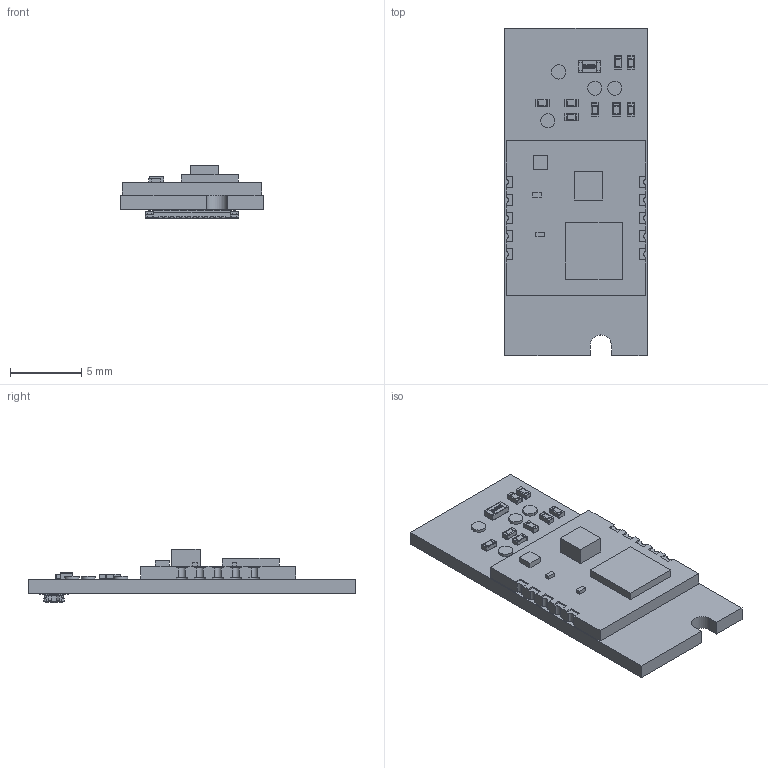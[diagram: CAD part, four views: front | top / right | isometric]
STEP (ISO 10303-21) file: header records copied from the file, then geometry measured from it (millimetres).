
FILE_DESCRIPTION(/* description */ ('PCB Design'),/* implementation_level */ '2;1');
FILE_NAME(/* name */ 'RAK12027_VA_2022_0117_1_3D',/* time_stamp */ '2022-06-02T16:00:22+08:00',/* author */ (''),/* organization */ (''),/* preprocessor_version */ 'ST-DEVELOPER v16',/* originating_system */ 'allegro_17.4S012',/* authorisation */ '');
FILE_SCHEMA (('AUTOMOTIVE_DESIGN { 1 0 10303 214 3 1 1 }'));
Length unit declared in the file: millimetre
Products named in the file (13): RAK12027_VA_2022_0117_1_3D; BOARD_OUTLINE; COMPONENTS; TEST_POINT; SR0603; SR0402; BTB24_2X12_4MM_M; D7S-A0001; TEST-POINT-SM; User Library-Rchip; RES-SM-CHIP; axe624124; D7S_A0001
Assembly tree (22 placements, depth 4):
  RAK12027_VA_2022_0117_1_3D
    BOARD_OUTLINE
    COMPONENTS
      TEST_POINT  x4
        TEST-POINT-SM
      SR0603
        User Library-Rchip
      SR0402  x8
        RES-SM-CHIP
      BTB24_2X12_4MM_M
        axe624124
      D7S-A0001
        D7S_A0001
Bounding box: 10 x 23 x 3.75 mm (x, y, z)
Volume: 114.1 mm3; surface area: 869.6 mm2
Topology: 18 solids, 19 shells, 1360 faces, 3463 edges, 2124 vertices
Faces by surface type: plane 778, cylinder 365, torus 132, bspline 81, cone 4
Full cylindrical faces by diameter (mm): 1 x4
Entity records: 30296 total; most frequent: CARTESIAN_POINT 8032, ORIENTED_EDGE 4480, DIRECTION 3987, EDGE_CURVE 2241, VECTOR 1775, LINE 1775, VERTEX_POINT 1448, AXIS2_PLACEMENT_3D 1137
